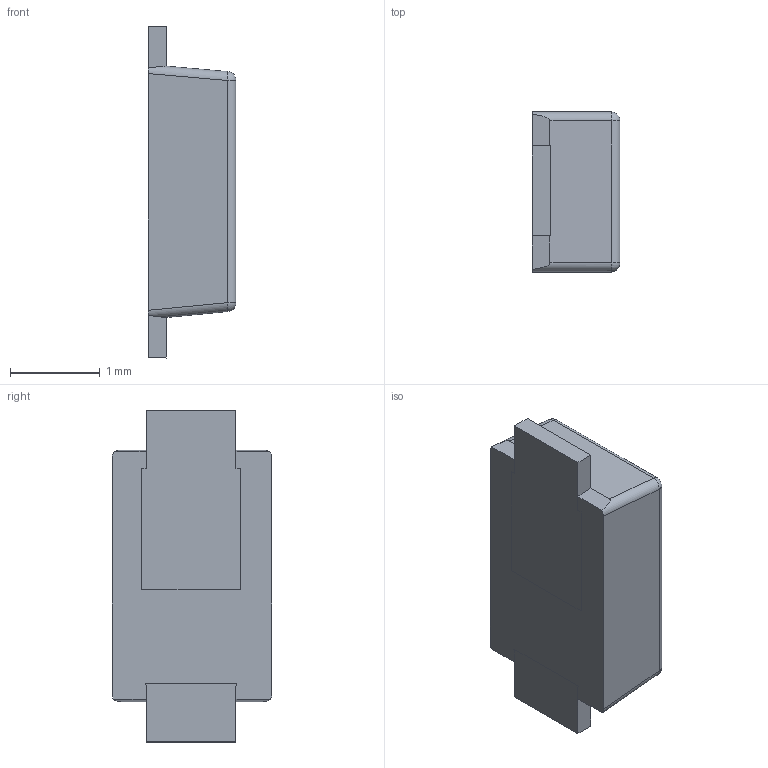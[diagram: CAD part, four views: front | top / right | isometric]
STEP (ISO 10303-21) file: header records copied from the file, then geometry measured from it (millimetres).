
FILE_DESCRIPTION(/* description */ ('Unknown'),/* implementation_level */ '2;1');
FILE_NAME(/* name */ 'PowerDI-123',/* time_stamp */ '2017-03-30T15:51:47+08:00',/* author */ ('Unknown'),/* organization */ ('Unknown'),/* preprocessor_version */ 'ST-DEVELOPER v16.7',/* originating_system */ 'DEX',/* authorisation */ $);
FILE_SCHEMA (('AUTOMOTIVE_DESIGN {1 0 10303 214 3 1 1}'));
Length unit declared in the file: millimetre
Products named in the file (4): PowerDI-123; Compound; LF1; LF2
Assembly tree (3 placements, depth 2):
  PowerDI-123
    Compound
    LF1
    LF2
Bounding box: 0.98 x 1.78 x 3.7 mm (x, y, z)
Volume: 4.9 mm3; surface area: 33 mm2
Topology: 3 solids, 3 shells, 112 faces, 310 edges, 200 vertices
Faces by surface type: plane 74, cylinder 34, sphere 4
Entity records: 3640 total; most frequent: CARTESIAN_POINT 634, DIRECTION 614, ORIENTED_EDGE 612, EDGE_CURVE 306, LINE 222, VECTOR 222, VERTEX_POINT 200, AXIS2_PLACEMENT_3D 196
